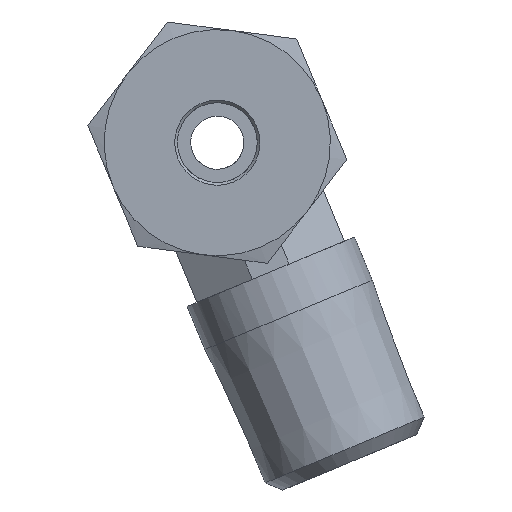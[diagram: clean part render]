
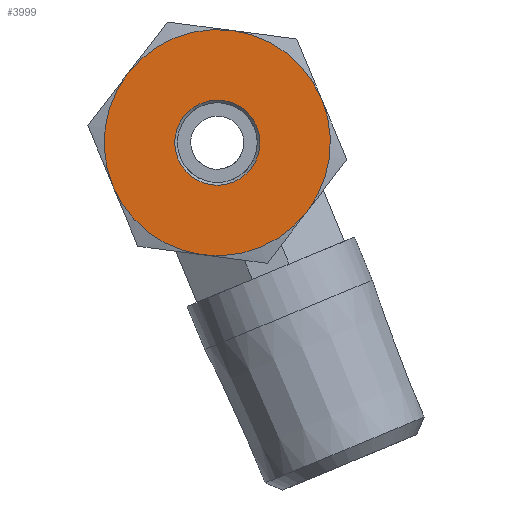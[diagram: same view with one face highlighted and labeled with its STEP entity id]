
A CAD part, front view. The second image highlights one B-rep face of the part: STEP entity #3999.
In plain terms, the highlighted face is planar.
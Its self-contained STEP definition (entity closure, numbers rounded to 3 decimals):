
#3903=CARTESIAN_POINT('',(3.2,0.,16.5));
#3904=VERTEX_POINT('',#3903);
#3905=CARTESIAN_POINT('',(0.0,0.0,16.5));
#3906=DIRECTION('',(0.0,0.0,1.0));
#3907=DIRECTION('',(-1.0,0.0,0.0));
#3908=AXIS2_PLACEMENT_3D('',#3905,#3906,#3907);
#3909=CIRCLE('',#3908,3.2);
#3910=EDGE_CURVE('',#3904,#3904,#3909,.T.);
#3935=CARTESIAN_POINT('',(0.,0.,16.5));
#3936=DIRECTION('',(0.0,0.0,1.0));
#3937=DIRECTION('',(1.0,0.0,0.0));
#3938=AXIS2_PLACEMENT_3D('',#3935,#3936,#3937);
#3939=PLANE('',#3938);
#3940=CARTESIAN_POINT('',(-4.25,-7.361,16.5));
#3941=VERTEX_POINT('',#3940);
#3942=CARTESIAN_POINT('',(4.25,-7.361,16.5));
#3943=VERTEX_POINT('',#3942);
#3944=CARTESIAN_POINT('',(0.0,0.0,16.5));
#3945=DIRECTION('',(0.0,0.0,1.0));
#3946=DIRECTION('',(-0.5,-0.866,0.0));
#3947=AXIS2_PLACEMENT_3D('',#3944,#3945,#3946);
#3948=CIRCLE('',#3947,8.5);
#3949=EDGE_CURVE('',#3941,#3943,#3948,.T.);
#3950=ORIENTED_EDGE('',*,*,#3949,.T.);
#3951=CARTESIAN_POINT('',(8.5,0.,16.5));
#3952=VERTEX_POINT('',#3951);
#3953=CARTESIAN_POINT('',(0.0,0.0,16.5));
#3954=DIRECTION('',(0.0,0.0,1.0));
#3955=DIRECTION('',(-0.5,-0.866,0.0));
#3956=AXIS2_PLACEMENT_3D('',#3953,#3954,#3955);
#3957=CIRCLE('',#3956,8.5);
#3958=EDGE_CURVE('',#3943,#3952,#3957,.T.);
#3959=ORIENTED_EDGE('',*,*,#3958,.T.);
#3960=CARTESIAN_POINT('',(4.25,7.361,16.5));
#3961=VERTEX_POINT('',#3960);
#3962=CARTESIAN_POINT('',(0.0,0.0,16.5));
#3963=DIRECTION('',(0.0,0.0,1.0));
#3964=DIRECTION('',(-0.5,-0.866,0.0));
#3965=AXIS2_PLACEMENT_3D('',#3962,#3963,#3964);
#3966=CIRCLE('',#3965,8.5);
#3967=EDGE_CURVE('',#3952,#3961,#3966,.T.);
#3968=ORIENTED_EDGE('',*,*,#3967,.T.);
#3969=CARTESIAN_POINT('',(-4.25,7.361,16.5));
#3970=VERTEX_POINT('',#3969);
#3971=CARTESIAN_POINT('',(0.0,0.0,16.5));
#3972=DIRECTION('',(0.0,0.0,1.0));
#3973=DIRECTION('',(-0.5,-0.866,0.0));
#3974=AXIS2_PLACEMENT_3D('',#3971,#3972,#3973);
#3975=CIRCLE('',#3974,8.5);
#3976=EDGE_CURVE('',#3961,#3970,#3975,.T.);
#3977=ORIENTED_EDGE('',*,*,#3976,.T.);
#3978=CARTESIAN_POINT('',(-8.5,0.0,16.5));
#3979=VERTEX_POINT('',#3978);
#3980=CARTESIAN_POINT('',(0.0,0.0,16.5));
#3981=DIRECTION('',(0.0,0.0,1.0));
#3982=DIRECTION('',(-0.5,-0.866,0.0));
#3983=AXIS2_PLACEMENT_3D('',#3980,#3981,#3982);
#3984=CIRCLE('',#3983,8.5);
#3985=EDGE_CURVE('',#3970,#3979,#3984,.T.);
#3986=ORIENTED_EDGE('',*,*,#3985,.T.);
#3987=CARTESIAN_POINT('',(0.0,0.0,16.5));
#3988=DIRECTION('',(0.0,0.0,1.0));
#3989=DIRECTION('',(-0.5,-0.866,0.0));
#3990=AXIS2_PLACEMENT_3D('',#3987,#3988,#3989);
#3991=CIRCLE('',#3990,8.5);
#3992=EDGE_CURVE('',#3979,#3941,#3991,.T.);
#3993=ORIENTED_EDGE('',*,*,#3992,.T.);
#3994=EDGE_LOOP('',(#3950,#3959,#3968,#3977,#3986,#3993));
#3995=FACE_OUTER_BOUND('',#3994,.T.);
#3996=ORIENTED_EDGE('',*,*,#3910,.F.);
#3997=EDGE_LOOP('',(#3996));
#3998=FACE_BOUND('',#3997,.T.);
#3999=ADVANCED_FACE('',(#3995,#3998),#3939,.T.);
